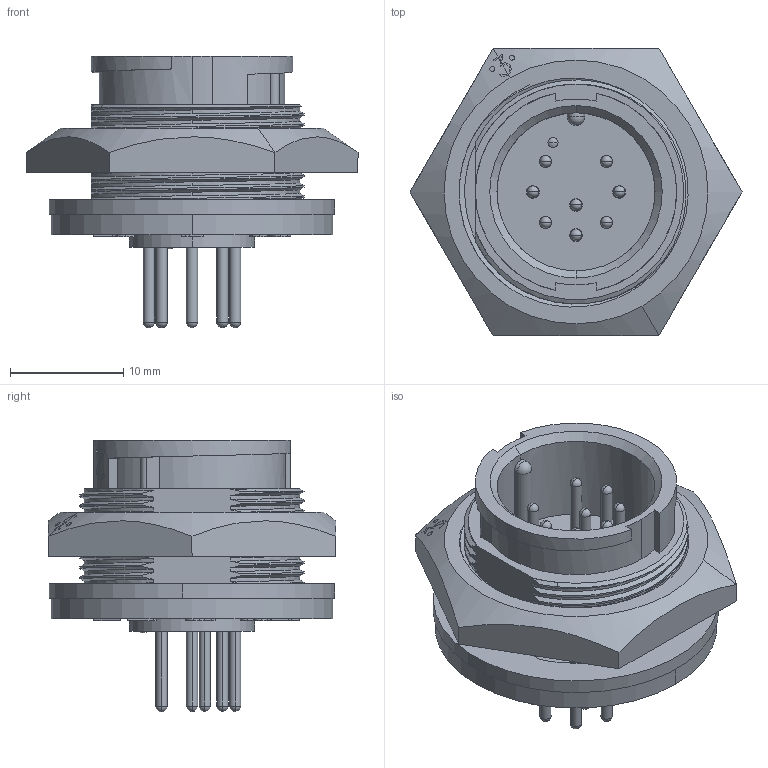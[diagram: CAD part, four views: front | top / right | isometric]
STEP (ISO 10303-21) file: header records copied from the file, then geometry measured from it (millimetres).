
FILE_DESCRIPTION (( 'STEP AP203' ), '1' );
FILE_NAME ('4291-8PG-300.STEP', '2017-10-10T21:36:30', ( '' ), ( '' ), 'SwSTEP 2.0', 'SolidWorks 2017', '' );
FILE_SCHEMA (( 'CONFIG_CONTROL_DESIGN' ));
Length unit declared in the file: millimetre
Products named in the file (1): 4291-8PG-300
Bounding box: 29.33 x 25.4 x 24.03 mm (x, y, z)
Volume: 4650 mm3; surface area: 4137.8 mm2
Topology: 2 solids, 2 shells, 445 faces, 1229 edges, 794 vertices
Faces by surface type: plane 157, bspline 115, cylinder 105, sphere 37, cone 31
Entity records: 25400 total; most frequent: CARTESIAN_POINT 15547, ORIENTED_EDGE 2326, DIRECTION 1566, EDGE_CURVE 1163, VERTEX_POINT 761, LINE 552, VECTOR 552, AXIS2_PLACEMENT_3D 507
